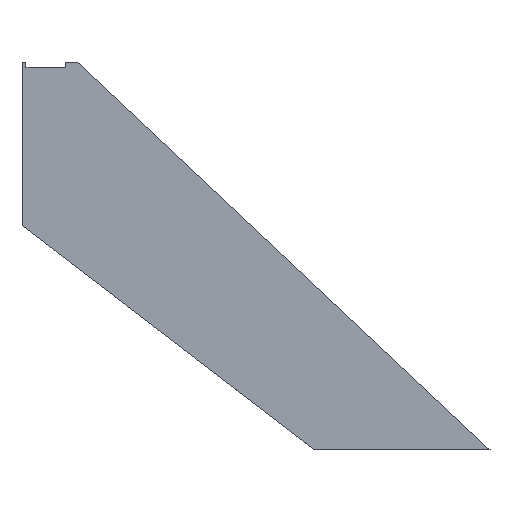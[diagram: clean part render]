
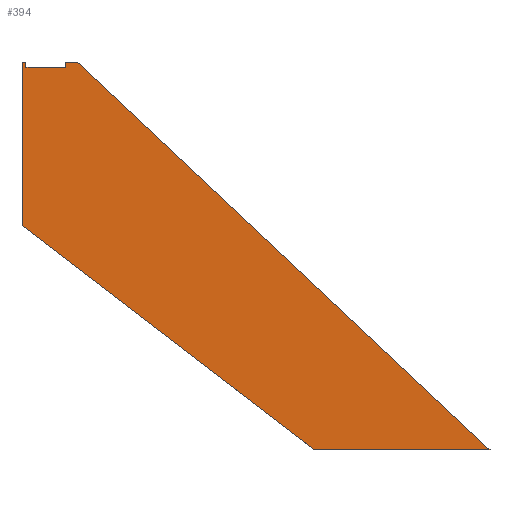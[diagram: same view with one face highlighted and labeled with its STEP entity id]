
A CAD part, top view. The second image highlights one B-rep face of the part: STEP entity #394.
In plain terms, the highlighted face is planar.
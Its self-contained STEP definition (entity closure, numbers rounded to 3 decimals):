
#25=CIRCLE('',#463,1.5);
#26=CIRCLE('',#464,1.5);
#38=FACE_OUTER_BOUND('',#59,.T.);
#59=EDGE_LOOP('',(#272,#273,#274,#275,#276,#277,#278,#279,#280,#281,#282));
#83=LINE('',#625,#128);
#87=LINE('',#635,#132);
#88=LINE('',#637,#133);
#89=LINE('',#639,#134);
#90=LINE('',#641,#135);
#91=LINE('',#643,#136);
#92=LINE('',#645,#137);
#93=LINE('',#647,#138);
#94=LINE('',#649,#139);
#128=VECTOR('',#505,10.);
#132=VECTOR('',#513,10.);
#133=VECTOR('',#514,10.);
#134=VECTOR('',#515,10.);
#135=VECTOR('',#516,10.);
#136=VECTOR('',#517,10.);
#137=VECTOR('',#518,10.);
#138=VECTOR('',#519,10.);
#139=VECTOR('',#520,10.);
#173=VERTEX_POINT('',#622);
#174=VERTEX_POINT('',#624);
#177=VERTEX_POINT('',#632);
#178=VERTEX_POINT('',#634);
#179=VERTEX_POINT('',#636);
#180=VERTEX_POINT('',#638);
#181=VERTEX_POINT('',#640);
#182=VERTEX_POINT('',#642);
#183=VERTEX_POINT('',#644);
#184=VERTEX_POINT('',#646);
#185=VERTEX_POINT('',#648);
#211=EDGE_CURVE('',#174,#173,#83,.T.);
#215=EDGE_CURVE('',#177,#173,#25,.T.);
#216=EDGE_CURVE('',#177,#178,#87,.T.);
#217=EDGE_CURVE('',#179,#178,#88,.T.);
#218=EDGE_CURVE('',#180,#179,#89,.T.);
#219=EDGE_CURVE('',#181,#180,#90,.T.);
#220=EDGE_CURVE('',#182,#181,#91,.T.);
#221=EDGE_CURVE('',#183,#182,#92,.T.);
#222=EDGE_CURVE('',#184,#183,#93,.T.);
#223=EDGE_CURVE('',#184,#185,#94,.T.);
#224=EDGE_CURVE('',#174,#185,#26,.T.);
#272=ORIENTED_EDGE('',*,*,#211,.T.);
#273=ORIENTED_EDGE('',*,*,#215,.F.);
#274=ORIENTED_EDGE('',*,*,#216,.T.);
#275=ORIENTED_EDGE('',*,*,#217,.F.);
#276=ORIENTED_EDGE('',*,*,#218,.F.);
#277=ORIENTED_EDGE('',*,*,#219,.F.);
#278=ORIENTED_EDGE('',*,*,#220,.F.);
#279=ORIENTED_EDGE('',*,*,#221,.F.);
#280=ORIENTED_EDGE('',*,*,#222,.F.);
#281=ORIENTED_EDGE('',*,*,#223,.T.);
#282=ORIENTED_EDGE('',*,*,#224,.F.);
#379=PLANE('',#462);
#394=ADVANCED_FACE('',(#38),#379,.F.);
#462=AXIS2_PLACEMENT_3D('',#631,#509,#510);
#463=AXIS2_PLACEMENT_3D('',#633,#511,#512);
#464=AXIS2_PLACEMENT_3D('',#650,#521,#522);
#505=DIRECTION('',(1.,0.,0.));
#509=DIRECTION('center_axis',(0.,0.,1.));
#510=DIRECTION('ref_axis',(1.,0.,0.));
#511=DIRECTION('center_axis',(0.,0.,-1.));
#512=DIRECTION('ref_axis',(0.707,-0.707,0.));
#513=DIRECTION('',(0.,1.,0.));
#514=DIRECTION('',(-1.,0.,0.));
#515=DIRECTION('',(0.,1.,0.));
#516=DIRECTION('',(0.794,0.609,0.));
#517=DIRECTION('',(1.,0.,0.));
#518=DIRECTION('',(-0.728,-0.685,0.));
#519=DIRECTION('',(-1.,0.,0.));
#520=DIRECTION('',(0.,-1.,0.));
#521=DIRECTION('center_axis',(0.,0.,-1.));
#522=DIRECTION('ref_axis',(-0.707,-0.707,0.));
#622=CARTESIAN_POINT('',(819.587,675.332,0.));
#624=CARTESIAN_POINT('',(751.117,675.332,0.));
#625=CARTESIAN_POINT('',(644.344,675.332,0.));
#631=CARTESIAN_POINT('Origin',(467.602,295.76,0.));
#632=CARTESIAN_POINT('',(821.087,676.832,0.));
#633=CARTESIAN_POINT('Origin',(819.587,676.832,0.));
#634=CARTESIAN_POINT('',(821.087,684.382,0.));
#635=CARTESIAN_POINT('',(821.087,490.071,0.));
#636=CARTESIAN_POINT('',(826.587,684.382,0.));
#637=CARTESIAN_POINT('',(827.087,684.382,0.));
#638=CARTESIAN_POINT('',(826.587,395.816,0.));
#639=CARTESIAN_POINT('',(826.587,395.816,0.));
#640=CARTESIAN_POINT('',(310.47,0.,0.));
#641=CARTESIAN_POINT('',(310.47,0.,0.));
#642=CARTESIAN_POINT('',(0.73,0.,0.));
#643=CARTESIAN_POINT('',(0.,0.,0.));
#644=CARTESIAN_POINT('',(727.817,684.382,0.));
#645=CARTESIAN_POINT('',(727.817,684.382,0.));
#646=CARTESIAN_POINT('',(749.617,684.382,0.));
#647=CARTESIAN_POINT('',(827.087,684.382,0.));
#648=CARTESIAN_POINT('',(749.617,676.832,0.));
#649=CARTESIAN_POINT('',(749.617,485.546,0.));
#650=CARTESIAN_POINT('Origin',(751.117,676.832,0.));
